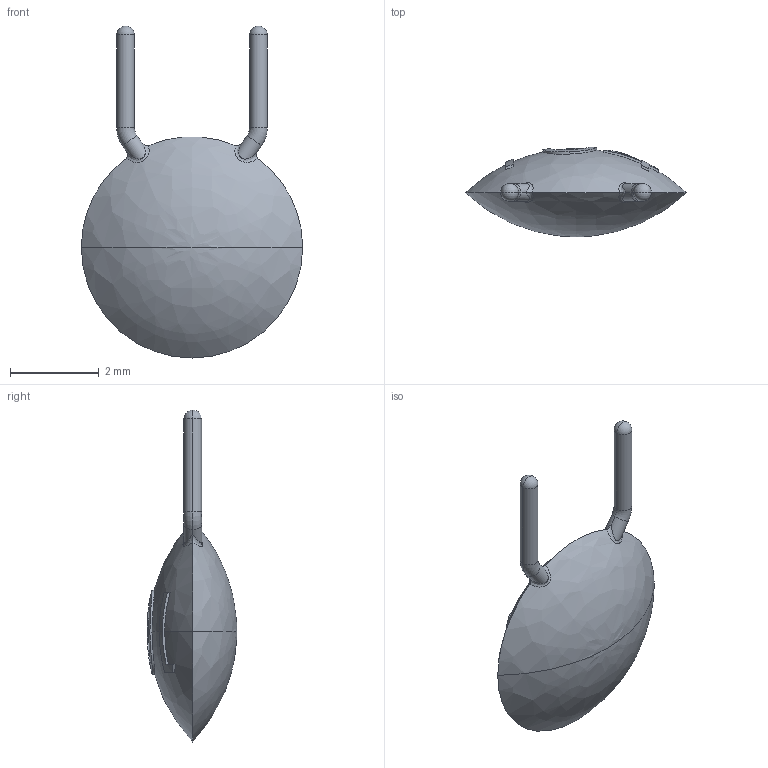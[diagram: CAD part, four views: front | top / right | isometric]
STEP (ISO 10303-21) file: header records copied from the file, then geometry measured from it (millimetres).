
FILE_DESCRIPTION (( 'STEP AP214' ), '1' );
FILE_NAME ('C104_Disc_D5mm_P3mm.STEP', '2018-08-12T04:22:31', ( '' ), ( '' ), 'SwSTEP 2.0', 'SolidWorks 2018', '' );
FILE_SCHEMA (( 'AUTOMOTIVE_DESIGN' ));
Length unit declared in the file: millimetre
Products named in the file (1): C104_Disc_D5mm_P3mm
Bounding box: 5 x 2.03 x 7.5 mm (x, y, z)
Volume: 21.4 mm3; surface area: 53.9 mm2
Topology: 1 solids, 1 shells, 62 faces, 174 edges, 106 vertices
Faces by surface type: bspline 27, plane 19, cylinder 8, torus 4, sphere 4
Entity records: 3269 total; most frequent: CARTESIAN_POINT 1625, ORIENTED_EDGE 324, EDGE_CURVE 162, DIRECTION 156, B_SPLINE_CURVE_WITH_KNOTS 102, VERTEX_POINT 102, FACE_OUTER_BOUND 62, ADVANCED_FACE 62
